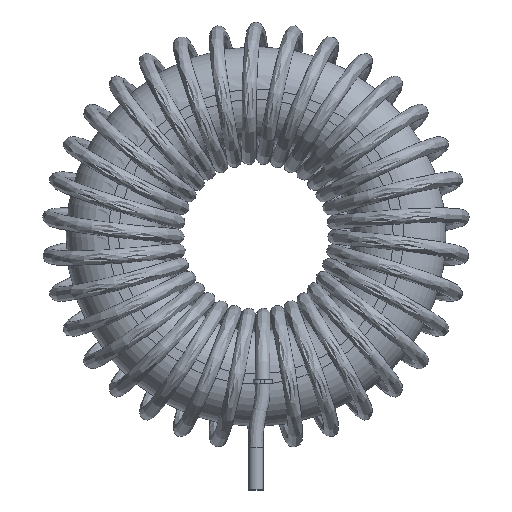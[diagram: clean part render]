
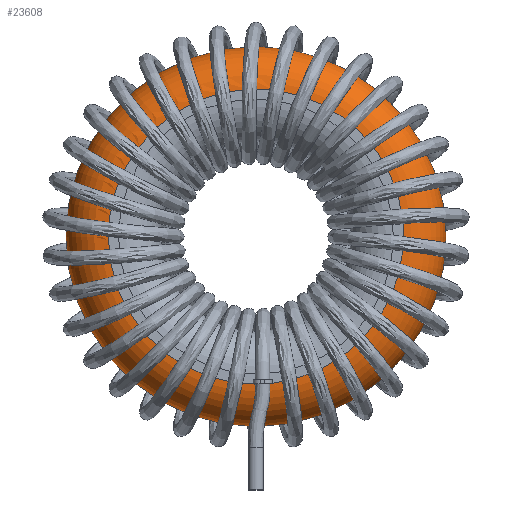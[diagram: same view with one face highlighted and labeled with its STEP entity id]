
A CAD part, front view. The second image highlights one B-rep face of the part: STEP entity #23608.
In plain terms, the highlighted toroidal (fillet/blend) face has major radius 6.963 mm and minor radius 2 mm.
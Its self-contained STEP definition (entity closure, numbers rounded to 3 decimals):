
#616 = VERTEX_POINT('',#617);
#617 = CARTESIAN_POINT('',(0.,-1.318,-8.963));
#623 = EDGE_CURVE('',#616,#616,#624,.T.);
#624 = CIRCLE('',#625,8.963);
#625 = AXIS2_PLACEMENT_3D('',#626,#627,#628);
#626 = CARTESIAN_POINT('',(0.,-1.318,
    0.));
#627 = DIRECTION('',(0.,-1.,0.));
#628 = DIRECTION('',(0.,0.,-1.));
#23608 = ADVANCED_FACE('',(#23609),#23663,.T.);
#23609 = FACE_BOUND('',#23610,.T.);
#23610 = EDGE_LOOP('',(#23611,#23612,#23621,#23630,#23643,#23655,#23662)
  );
#23611 = ORIENTED_EDGE('',*,*,#623,.T.);
#23612 = ORIENTED_EDGE('',*,*,#23613,.T.);
#23613 = EDGE_CURVE('',#616,#23614,#23616,.T.);
#23614 = VERTEX_POINT('',#23615);
#23615 = CARTESIAN_POINT('',(0.,-3.318,-6.963));
#23616 = CIRCLE('',#23617,2.);
#23617 = AXIS2_PLACEMENT_3D('',#23618,#23619,#23620);
#23618 = CARTESIAN_POINT('',(0.,-1.318,-6.963));
#23619 = DIRECTION('',(-1.,0.,0.));
#23620 = DIRECTION('',(0.,0.,-1.));
#23621 = ORIENTED_EDGE('',*,*,#23622,.F.);
#23622 = EDGE_CURVE('',#23623,#23614,#23625,.T.);
#23623 = VERTEX_POINT('',#23624);
#23624 = CARTESIAN_POINT('',(0.757,-3.318,-6.922));
#23625 = CIRCLE('',#23626,6.963);
#23626 = AXIS2_PLACEMENT_3D('',#23627,#23628,#23629);
#23627 = CARTESIAN_POINT('',(0.,-3.318,
    0.));
#23628 = DIRECTION('',(0.,-1.,0.));
#23629 = DIRECTION('',(0.,0.,-1.));
#23630 = ORIENTED_EDGE('',*,*,#23631,.F.);
#23631 = EDGE_CURVE('',#23632,#23623,#23634,.T.);
#23632 = VERTEX_POINT('',#23633);
#23633 = CARTESIAN_POINT('',(0.757,-3.318,
    -6.949));
#23634 = B_SPLINE_CURVE_WITH_KNOTS('',4,(#23635,#23636,#23637,#23638,
    #23639,#23640,#23641,#23642),.UNSPECIFIED.,.F.,.F.,(5,3,5),(0.,
    0.578,1.),.UNSPECIFIED.);
#23635 = CARTESIAN_POINT('',(0.757,-3.317,
    -6.969));
#23636 = CARTESIAN_POINT('',(0.757,-3.318,
    -6.964));
#23637 = CARTESIAN_POINT('',(0.757,-3.318,
    -6.958));
#23638 = CARTESIAN_POINT('',(0.757,-3.318,
    -6.952));
#23639 = CARTESIAN_POINT('',(0.757,-3.318,
    -6.94));
#23640 = CARTESIAN_POINT('',(0.757,-3.318,
    -6.935));
#23641 = CARTESIAN_POINT('',(0.757,-3.318,
    -6.928));
#23642 = CARTESIAN_POINT('',(0.757,-3.318,-6.922));
#23643 = ORIENTED_EDGE('',*,*,#23644,.T.);
#23644 = EDGE_CURVE('',#23632,#23645,#23647,.T.);
#23645 = VERTEX_POINT('',#23646);
#23646 = CARTESIAN_POINT('',(0.448,-3.318,-6.949));
#23647 = B_SPLINE_CURVE_WITH_KNOTS('',6,(#23648,#23649,#23650,#23651,
    #23652,#23653,#23654),.UNSPECIFIED.,.F.,.F.,(7,7),(0.,1.),
  .PIECEWISE_BEZIER_KNOTS.);
#23648 = CARTESIAN_POINT('',(0.846,-3.318,
    -6.949));
#23649 = CARTESIAN_POINT('',(0.781,-3.318,
    -6.949));
#23650 = CARTESIAN_POINT('',(0.715,-3.318,
    -6.949));
#23651 = CARTESIAN_POINT('',(0.648,-3.318,
    -6.949));
#23652 = CARTESIAN_POINT('',(0.582,-3.318,
    -6.949));
#23653 = CARTESIAN_POINT('',(0.515,-3.318,
    -6.949));
#23654 = CARTESIAN_POINT('',(0.448,-3.318,-6.949));
#23655 = ORIENTED_EDGE('',*,*,#23656,.F.);
#23656 = EDGE_CURVE('',#23614,#23645,#23657,.T.);
#23657 = CIRCLE('',#23658,6.963);
#23658 = AXIS2_PLACEMENT_3D('',#23659,#23660,#23661);
#23659 = CARTESIAN_POINT('',(0.,-3.318,
    0.));
#23660 = DIRECTION('',(0.,-1.,0.));
#23661 = DIRECTION('',(0.,0.,-1.));
#23662 = ORIENTED_EDGE('',*,*,#23613,.F.);
#23663 = TOROIDAL_SURFACE('',#23664,6.963,2.);
#23664 = AXIS2_PLACEMENT_3D('',#23665,#23666,#23667);
#23665 = CARTESIAN_POINT('',(0.,-1.318,
    0.));
#23666 = DIRECTION('',(0.,-1.,0.));
#23667 = DIRECTION('',(0.,0.,-1.));
